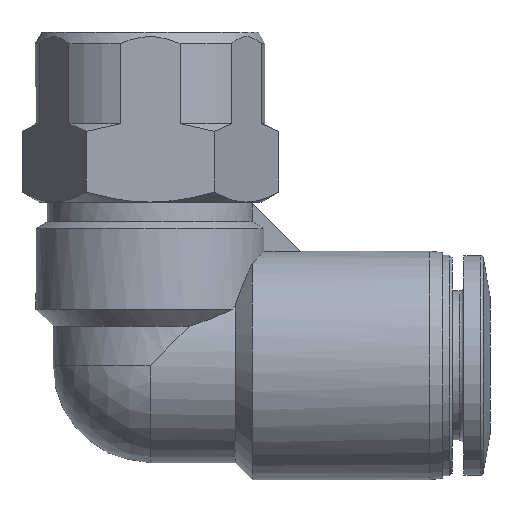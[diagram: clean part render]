
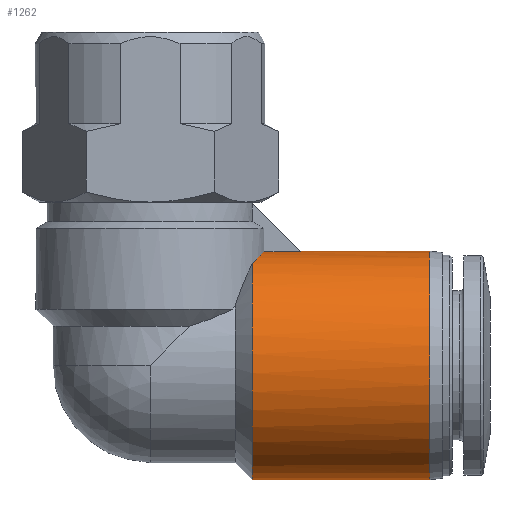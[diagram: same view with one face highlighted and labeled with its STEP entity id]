
A CAD part, front view. The second image highlights one B-rep face of the part: STEP entity #1262.
In plain terms, the highlighted cylindrical face has radius 8.75 mm (diameter 17.5 mm), a full revolution.
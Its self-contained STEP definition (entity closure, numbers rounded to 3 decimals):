
#39=LINE('',#1817,#65);
#40=LINE('',#1821,#66);
#65=VECTOR('',#1489,1000.);
#66=VECTOR('',#1492,1000.);
#154=ELLIPSE('',#1343,12.374,8.75);
#155=ELLIPSE('',#1344,12.374,8.75);
#156=ELLIPSE('',#1345,12.374,8.75);
#193=ORIENTED_EDGE('',*,*,#431,.F.);
#194=ORIENTED_EDGE('',*,*,#432,.F.);
#195=ORIENTED_EDGE('',*,*,#433,.T.);
#196=ORIENTED_EDGE('',*,*,#434,.F.);
#197=ORIENTED_EDGE('',*,*,#435,.F.);
#198=ORIENTED_EDGE('',*,*,#436,.F.);
#199=ORIENTED_EDGE('',*,*,#430,.T.);
#430=EDGE_CURVE('',#541,#542,#614,.T.);
#431=EDGE_CURVE('',#543,#543,#615,.T.);
#432=EDGE_CURVE('',#544,#542,#154,.F.);
#433=EDGE_CURVE('',#544,#545,#39,.T.);
#434=EDGE_CURVE('',#546,#545,#155,.T.);
#435=EDGE_CURVE('',#547,#546,#40,.T.);
#436=EDGE_CURVE('',#541,#547,#156,.F.);
#541=VERTEX_POINT('',#1805);
#542=VERTEX_POINT('',#1810);
#543=VERTEX_POINT('',#1814);
#544=VERTEX_POINT('',#1816);
#545=VERTEX_POINT('',#1818);
#546=VERTEX_POINT('',#1820);
#547=VERTEX_POINT('',#1822);
#614=CIRCLE('',#1340,8.75);
#615=CIRCLE('',#1342,8.75);
#663=EDGE_LOOP('',(#193));
#664=EDGE_LOOP('',(#194,#195,#196,#197,#198,#199));
#746=FACE_BOUND('',#663,.T.);
#747=FACE_BOUND('',#664,.T.);
#820=CYLINDRICAL_SURFACE('',#1341,8.75);
#1262=ADVANCED_FACE('',(#746,#747),#820,.T.);
#1340=AXIS2_PLACEMENT_3D('',#1811,#1481,#1482);
#1341=AXIS2_PLACEMENT_3D('',#1812,#1483,#1484);
#1342=AXIS2_PLACEMENT_3D('',#1813,#1485,#1486);
#1343=AXIS2_PLACEMENT_3D('',#1815,#1487,#1488);
#1344=AXIS2_PLACEMENT_3D('',#1819,#1490,#1491);
#1345=AXIS2_PLACEMENT_3D('',#1823,#1493,#1494);
#1481=DIRECTION('',(1.,0.,0.));
#1482=DIRECTION('',(0.,0.,-1.));
#1483=DIRECTION('',(1.,0.,0.));
#1484=DIRECTION('',(0.,0.,-1.));
#1485=DIRECTION('',(1.,0.,0.));
#1486=DIRECTION('',(0.,0.,-1.));
#1487=DIRECTION('',(0.707,0.,-0.707));
#1488=DIRECTION('',(0.707,0.,0.707));
#1489=DIRECTION('',(1.,0.,0.));
#1490=DIRECTION('',(-0.707,0.,-0.707));
#1491=DIRECTION('',(0.707,0.,-0.707));
#1492=DIRECTION('',(1.,0.,0.));
#1493=DIRECTION('',(0.707,0.,-0.707));
#1494=DIRECTION('',(0.707,0.,0.707));
#1805=CARTESIAN_POINT('',(7.8,-3.965,7.8));
#1810=CARTESIAN_POINT('',(7.8,3.965,7.8));
#1811=CARTESIAN_POINT('',(7.8,0.,0.));
#1812=CARTESIAN_POINT('',(26.,0.,0.));
#1813=CARTESIAN_POINT('',(21.4,0.,0.));
#1814=CARTESIAN_POINT('',(21.4,0.,-8.75));
#1815=CARTESIAN_POINT('',(0.,0.,0.));
#1816=CARTESIAN_POINT('',(8.693,1.,8.693));
#1817=CARTESIAN_POINT('',(26.,1.,8.693));
#1818=CARTESIAN_POINT('',(11.495,1.,8.693));
#1819=CARTESIAN_POINT('',(20.187,0.,0.));
#1820=CARTESIAN_POINT('',(11.495,-1.,8.693));
#1821=CARTESIAN_POINT('',(26.,-1.,8.693));
#1822=CARTESIAN_POINT('',(8.693,-1.,8.693));
#1823=CARTESIAN_POINT('',(0.,0.,0.));
